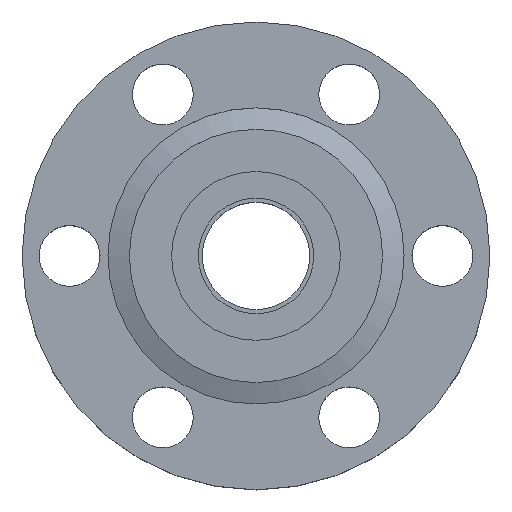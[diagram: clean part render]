
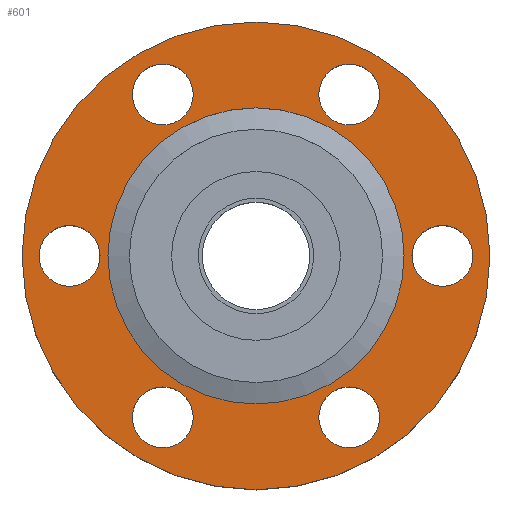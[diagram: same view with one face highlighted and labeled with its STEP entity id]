
A CAD part, top view. The second image highlights one B-rep face of the part: STEP entity #601.
In plain terms, the highlighted planar face has unit normal (0, 0, 1).
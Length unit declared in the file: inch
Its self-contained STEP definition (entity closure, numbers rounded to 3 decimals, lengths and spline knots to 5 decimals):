
#48=PLANE('',#692);
#78=FACE_BOUND('',#199,.T.);
#79=FACE_BOUND('',#200,.T.);
#80=FACE_BOUND('',#201,.T.);
#81=FACE_BOUND('',#202,.T.);
#82=FACE_BOUND('',#203,.T.);
#83=FACE_BOUND('',#204,.T.);
#84=FACE_BOUND('',#205,.T.);
#131=FACE_OUTER_BOUND('',#198,.T.);
#198=EDGE_LOOP('',(#463));
#199=EDGE_LOOP('',(#464));
#200=EDGE_LOOP('',(#465));
#201=EDGE_LOOP('',(#466));
#202=EDGE_LOOP('',(#467));
#203=EDGE_LOOP('',(#468));
#204=EDGE_LOOP('',(#469));
#205=EDGE_LOOP('',(#470));
#291=CIRCLE('',#693,0.665);
#292=CIRCLE('',#694,0.421);
#293=CIRCLE('',#695,0.0865);
#294=CIRCLE('',#696,0.0865);
#295=CIRCLE('',#697,0.0865);
#296=CIRCLE('',#698,0.0865);
#297=CIRCLE('',#699,0.0865);
#298=CIRCLE('',#700,0.0865);
#344=VERTEX_POINT('',#1017);
#345=VERTEX_POINT('',#1019);
#346=VERTEX_POINT('',#1021);
#347=VERTEX_POINT('',#1023);
#348=VERTEX_POINT('',#1025);
#349=VERTEX_POINT('',#1027);
#350=VERTEX_POINT('',#1029);
#351=VERTEX_POINT('',#1031);
#397=EDGE_CURVE('',#344,#344,#291,.T.);
#398=EDGE_CURVE('',#345,#345,#292,.T.);
#399=EDGE_CURVE('',#346,#346,#293,.T.);
#400=EDGE_CURVE('',#347,#347,#294,.T.);
#401=EDGE_CURVE('',#348,#348,#295,.T.);
#402=EDGE_CURVE('',#349,#349,#296,.T.);
#403=EDGE_CURVE('',#350,#350,#297,.T.);
#404=EDGE_CURVE('',#351,#351,#298,.T.);
#463=ORIENTED_EDGE('',*,*,#397,.F.);
#464=ORIENTED_EDGE('',*,*,#398,.T.);
#465=ORIENTED_EDGE('',*,*,#399,.T.);
#466=ORIENTED_EDGE('',*,*,#400,.T.);
#467=ORIENTED_EDGE('',*,*,#401,.T.);
#468=ORIENTED_EDGE('',*,*,#402,.T.);
#469=ORIENTED_EDGE('',*,*,#403,.T.);
#470=ORIENTED_EDGE('',*,*,#404,.T.);
#601=ADVANCED_FACE('',(#131,#78,#79,#80,#81,#82,#83,#84),#48,.F.);
#692=AXIS2_PLACEMENT_3D('',#1016,#829,#830);
#693=AXIS2_PLACEMENT_3D('',#1018,#831,#832);
#694=AXIS2_PLACEMENT_3D('',#1020,#833,#834);
#695=AXIS2_PLACEMENT_3D('',#1022,#835,#836);
#696=AXIS2_PLACEMENT_3D('',#1024,#837,#838);
#697=AXIS2_PLACEMENT_3D('',#1026,#839,#840);
#698=AXIS2_PLACEMENT_3D('',#1028,#841,#842);
#699=AXIS2_PLACEMENT_3D('',#1030,#843,#844);
#700=AXIS2_PLACEMENT_3D('',#1032,#845,#846);
#829=DIRECTION('center_axis',(0.,0.,-1.));
#830=DIRECTION('ref_axis',(-1.,0.,0.));
#831=DIRECTION('center_axis',(0.,0.,-1.));
#832=DIRECTION('ref_axis',(-1.,0.,0.));
#833=DIRECTION('center_axis',(0.,0.,-1.));
#834=DIRECTION('ref_axis',(0.,1.,0.));
#835=DIRECTION('center_axis',(0.,0.,-1.));
#836=DIRECTION('ref_axis',(-0.5,-0.866,0.));
#837=DIRECTION('center_axis',(0.,0.,-1.));
#838=DIRECTION('ref_axis',(-1.,0.,0.));
#839=DIRECTION('center_axis',(0.,0.,-1.));
#840=DIRECTION('ref_axis',(-0.5,0.866,0.));
#841=DIRECTION('center_axis',(0.,0.,-1.));
#842=DIRECTION('ref_axis',(0.5,0.866,0.));
#843=DIRECTION('center_axis',(0.,0.,-1.));
#844=DIRECTION('ref_axis',(0.5,-0.866,0.));
#845=DIRECTION('center_axis',(0.,0.,-1.));
#846=DIRECTION('ref_axis',(1.,0.,0.));
#1016=CARTESIAN_POINT('Origin',(0.,0.,0.3));
#1017=CARTESIAN_POINT('',(0.665,0.,0.3));
#1018=CARTESIAN_POINT('Origin',(0.,0.,0.3));
#1019=CARTESIAN_POINT('',(0.,0.421,0.3));
#1020=CARTESIAN_POINT('Origin',(0.,0.,0.3));
#1021=CARTESIAN_POINT('',(-0.30825,-0.5339,0.3));
#1022=CARTESIAN_POINT('Origin',(-0.265,-0.45899,0.3));
#1023=CARTESIAN_POINT('',(-0.6165,0.,0.3));
#1024=CARTESIAN_POINT('Origin',(-0.53,0.,0.3));
#1025=CARTESIAN_POINT('',(-0.30825,0.5339,0.3));
#1026=CARTESIAN_POINT('Origin',(-0.265,0.45899,0.3));
#1027=CARTESIAN_POINT('',(0.30825,0.5339,0.3));
#1028=CARTESIAN_POINT('Origin',(0.265,0.45899,0.3));
#1029=CARTESIAN_POINT('',(0.30825,-0.5339,0.3));
#1030=CARTESIAN_POINT('Origin',(0.265,-0.45899,0.3));
#1031=CARTESIAN_POINT('',(0.6165,0.,0.3));
#1032=CARTESIAN_POINT('Origin',(0.53,0.,0.3));
